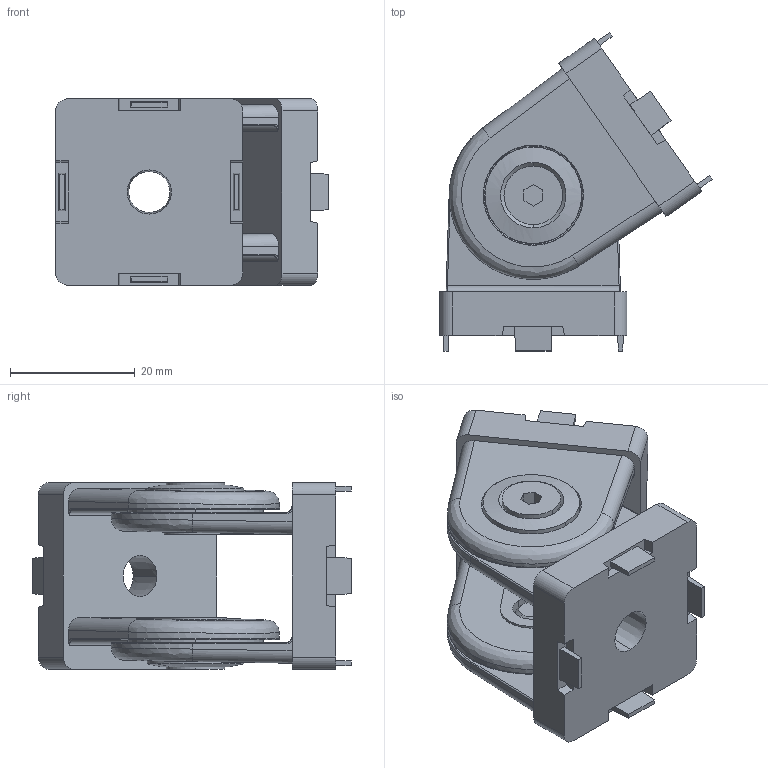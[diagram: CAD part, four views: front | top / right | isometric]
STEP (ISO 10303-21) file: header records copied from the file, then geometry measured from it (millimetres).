
FILE_DESCRIPTION (( 'STEP AP203' ), '1' );
FILE_NAME ('264500603_c_1.STEP', '2023-03-01T04:35:39', ( '' ), ( '' ), 'SwSTEP 2.0', 'SolidWorks 2014', '' );
FILE_SCHEMA (( 'CONFIG_CONTROL_DESIGN' ));
Length unit declared in the file: millimetre
Products named in the file (1): 264500603_c_1
Bounding box: 43.72 x 51.1 x 30 mm (x, y, z)
Volume: 21156.3 mm3; surface area: 14359.8 mm2
Topology: 8 solids, 8 shells, 333 faces, 797 edges, 506 vertices
Faces by surface type: plane 150, cylinder 94, bspline 51, cone 38
Entity records: 12015 total; most frequent: CARTESIAN_POINT 4453, ORIENTED_EDGE 1594, DIRECTION 1472, EDGE_CURVE 797, AXIS2_PLACEMENT_3D 511, VERTEX_POINT 506, VECTOR 450, LINE 450
